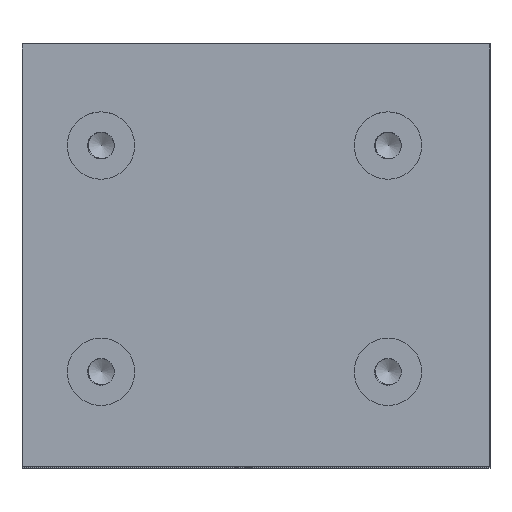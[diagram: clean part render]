
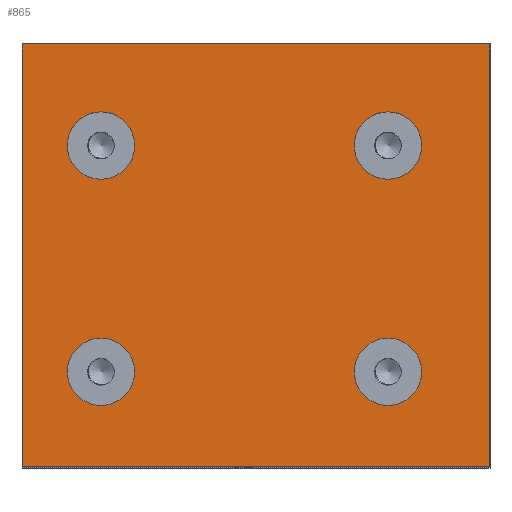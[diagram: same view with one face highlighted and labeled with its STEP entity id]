
A CAD part, top view. The second image highlights one B-rep face of the part: STEP entity #865.
In plain terms, the highlighted planar face has unit normal (0, 0, 1).
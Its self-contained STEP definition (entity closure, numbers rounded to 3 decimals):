
#679 = VERTEX_POINT('',#680);
#680 = CARTESIAN_POINT('',(-4.8,10.71,21.));
#688 = VERTEX_POINT('',#689);
#689 = CARTESIAN_POINT('',(-47.2,10.71,21.));
#695 = EDGE_CURVE('',#688,#679,#696,.T.);
#696 = LINE('',#697,#698);
#697 = CARTESIAN_POINT('',(-47.2,10.71,21.));
#698 = VECTOR('',#699,1.);
#699 = DIRECTION('',(1.,0.,0.));
#710 = EDGE_CURVE('',#679,#711,#713,.T.);
#711 = VERTEX_POINT('',#712);
#712 = CARTESIAN_POINT('',(-4.8,49.01,21.));
#713 = LINE('',#714,#715);
#714 = CARTESIAN_POINT('',(-4.8,10.61,21.));
#715 = VECTOR('',#716,1.);
#716 = DIRECTION('',(0.,1.,0.));
#735 = EDGE_CURVE('',#711,#736,#738,.T.);
#736 = VERTEX_POINT('',#737);
#737 = CARTESIAN_POINT('',(-47.2,49.01,21.));
#738 = LINE('',#739,#740);
#739 = CARTESIAN_POINT('',(-4.8,49.01,21.));
#740 = VECTOR('',#741,1.);
#741 = DIRECTION('',(-1.,0.,0.));
#760 = EDGE_CURVE('',#736,#688,#761,.T.);
#761 = LINE('',#762,#763);
#762 = CARTESIAN_POINT('',(-47.2,49.01,21.));
#763 = VECTOR('',#764,1.);
#764 = DIRECTION('',(0.,-1.,0.));
#865 = ADVANCED_FACE('',(#866,#872,#883,#894,#905),#916,.T.);
#866 = FACE_BOUND('',#867,.T.);
#867 = EDGE_LOOP('',(#868,#869,#870,#871));
#868 = ORIENTED_EDGE('',*,*,#695,.T.);
#869 = ORIENTED_EDGE('',*,*,#710,.T.);
#870 = ORIENTED_EDGE('',*,*,#735,.T.);
#871 = ORIENTED_EDGE('',*,*,#760,.T.);
#872 = FACE_BOUND('',#873,.T.);
#873 = EDGE_LOOP('',(#874));
#874 = ORIENTED_EDGE('',*,*,#875,.F.);
#875 = EDGE_CURVE('',#876,#876,#878,.T.);
#876 = VERTEX_POINT('',#877);
#877 = CARTESIAN_POINT('',(-37.,39.81,21.));
#878 = CIRCLE('',#879,3.05);
#879 = AXIS2_PLACEMENT_3D('',#880,#881,#882);
#880 = CARTESIAN_POINT('',(-40.05,39.81,21.));
#881 = DIRECTION('',(0.,0.,1.));
#882 = DIRECTION('',(1.,0.,0.));
#883 = FACE_BOUND('',#884,.T.);
#884 = EDGE_LOOP('',(#885));
#885 = ORIENTED_EDGE('',*,*,#886,.F.);
#886 = EDGE_CURVE('',#887,#887,#889,.T.);
#887 = VERTEX_POINT('',#888);
#888 = CARTESIAN_POINT('',(-37.,19.31,21.));
#889 = CIRCLE('',#890,3.05);
#890 = AXIS2_PLACEMENT_3D('',#891,#892,#893);
#891 = CARTESIAN_POINT('',(-40.05,19.31,21.));
#892 = DIRECTION('',(0.,0.,1.));
#893 = DIRECTION('',(1.,0.,0.));
#894 = FACE_BOUND('',#895,.T.);
#895 = EDGE_LOOP('',(#896));
#896 = ORIENTED_EDGE('',*,*,#897,.F.);
#897 = EDGE_CURVE('',#898,#898,#900,.T.);
#898 = VERTEX_POINT('',#899);
#899 = CARTESIAN_POINT('',(-11.,39.81,21.));
#900 = CIRCLE('',#901,3.05);
#901 = AXIS2_PLACEMENT_3D('',#902,#903,#904);
#902 = CARTESIAN_POINT('',(-14.05,39.81,21.));
#903 = DIRECTION('',(0.,0.,1.));
#904 = DIRECTION('',(1.,0.,0.));
#905 = FACE_BOUND('',#906,.T.);
#906 = EDGE_LOOP('',(#907));
#907 = ORIENTED_EDGE('',*,*,#908,.F.);
#908 = EDGE_CURVE('',#909,#909,#911,.T.);
#909 = VERTEX_POINT('',#910);
#910 = CARTESIAN_POINT('',(-11.,19.31,21.));
#911 = CIRCLE('',#912,3.05);
#912 = AXIS2_PLACEMENT_3D('',#913,#914,#915);
#913 = CARTESIAN_POINT('',(-14.05,19.31,21.));
#914 = DIRECTION('',(0.,0.,1.));
#915 = DIRECTION('',(1.,0.,0.));
#916 = PLANE('',#917);
#917 = AXIS2_PLACEMENT_3D('',#918,#919,#920);
#918 = CARTESIAN_POINT('',(-26.,29.81,21.));
#919 = DIRECTION('',(0.,0.,1.));
#920 = DIRECTION('',(0.,-1.,0.));
